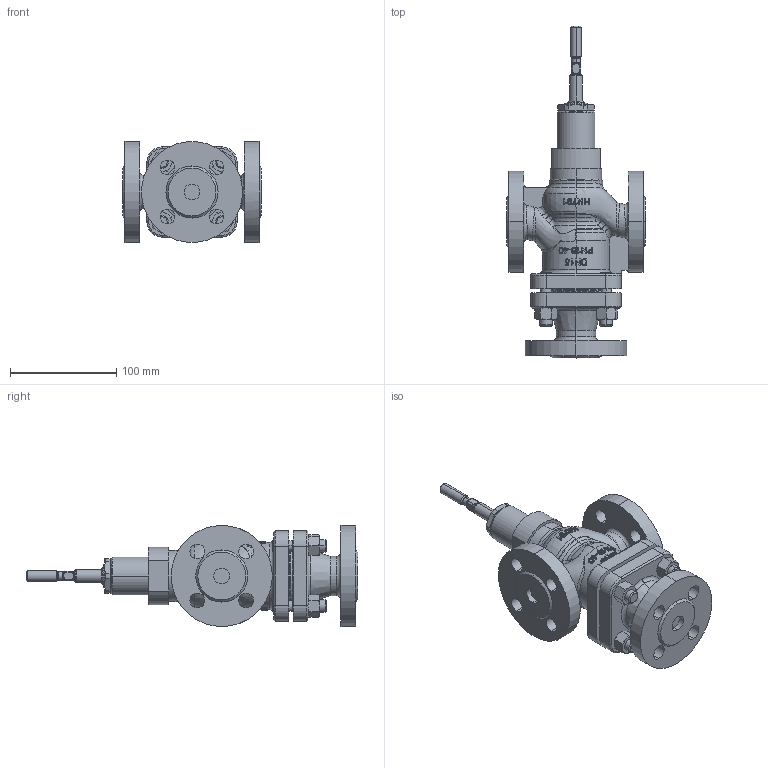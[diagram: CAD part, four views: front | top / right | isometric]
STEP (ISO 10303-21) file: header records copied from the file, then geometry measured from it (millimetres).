
FILE_DESCRIPTION (( 'STEP AP203' ), '1' );
FILE_NAME ('BR340S DN15 XXX PN16-40 for MC_STEP (Defeature).STEP', '2015-03-10T09:25:12', ( 'HORA' ), ( 'Holter Regelamaturen GmbH & Co. KG' ), 'SwSTEP 2.0', 'SolidWorks 2014', '' );
FILE_SCHEMA (( 'CONFIG_CONTROL_DESIGN' ));
Products named in the file (1): BR340S DN15 XXX PN16-40 for MC_STEP (Defeature)
Bounding box: 130 x 312 x 95 mm (x, y, z)
Volume: 951618.8 mm3; surface area: 130309.4 mm2
Topology: 1 solids, 1 shells, 873 faces, 2240 edges, 1433 vertices
Faces by surface type: plane 274, bspline 230, cylinder 170, cone 104, torus 65, sphere 30
Entity records: 199483 total; most frequent: CARTESIAN_POINT 179890, ORIENTED_EDGE 4478, DIRECTION 3437, EDGE_CURVE 2239, VERTEX_POINT 1433, AXIS2_PLACEMENT_3D 1359, EDGE_LOOP 970, ADVANCED_FACE 873
